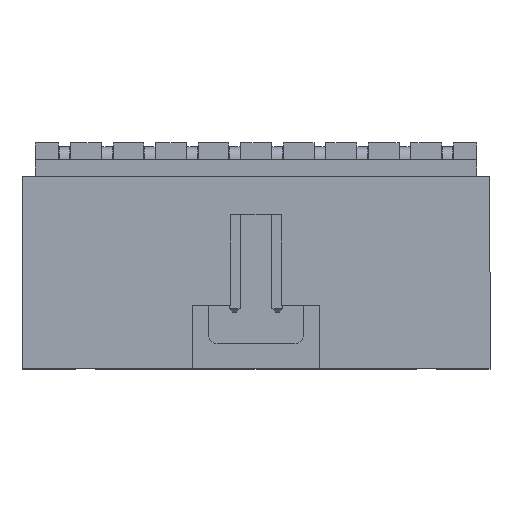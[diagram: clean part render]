
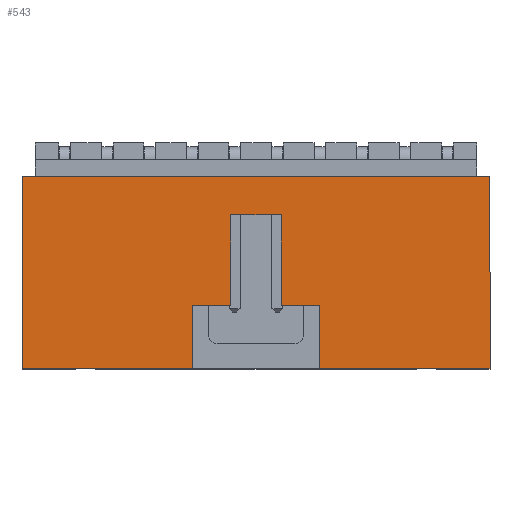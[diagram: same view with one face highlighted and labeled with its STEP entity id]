
A CAD part, top view. The second image highlights one B-rep face of the part: STEP entity #543.
In plain terms, the highlighted planar face has unit normal (0, 0, 1).
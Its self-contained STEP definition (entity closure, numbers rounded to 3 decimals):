
#140 = EDGE_CURVE ( 'NONE', #3802, #9810, #1567, .T. ) ;
#157 = CARTESIAN_POINT ( 'NONE',  ( 13.975, -1.45, 5.3 ) ) ;
#185 = LINE ( 'NONE', #9155, #4617 ) ;
#328 = VERTEX_POINT ( 'NONE', #11479 ) ;
#386 = CARTESIAN_POINT ( 'NONE',  ( 2.815, -9.15, 5.3 ) ) ;
#543 = ADVANCED_FACE ( 'NONE', ( #8732 ), #11516, .F. ) ;
#571 = DIRECTION ( 'NONE',  ( 1., 0., 0. ) ) ;
#639 = EDGE_CURVE ( 'NONE', #7931, #1740, #6654, .T. ) ;
#675 = LINE ( 'NONE', #9321, #10190 ) ;
#692 = EDGE_CURVE ( 'NONE', #4202, #12021, #1263, .T. ) ;
#806 = ORIENTED_EDGE ( 'NONE', *, *, #5592, .T. ) ;
#1133 = VERTEX_POINT ( 'NONE', #10848 ) ;
#1210 = VECTOR ( 'NONE', #11508, 1000. ) ;
#1263 = LINE ( 'NONE', #2616, #9814 ) ;
#1309 = ORIENTED_EDGE ( 'NONE', *, *, #12955, .T. ) ;
#1520 = CARTESIAN_POINT ( 'NONE',  ( 13.975, -12.95, 5.3 ) ) ;
#1525 = DIRECTION ( 'NONE',  ( 1., 0., 0. ) ) ;
#1567 = LINE ( 'NONE', #6365, #6632 ) ;
#1645 = LINE ( 'NONE', #12537, #2269 ) ;
#1701 = LINE ( 'NONE', #4554, #10417 ) ;
#1740 = VERTEX_POINT ( 'NONE', #9510 ) ;
#1748 = VECTOR ( 'NONE', #11565, 1000. ) ;
#2269 = VECTOR ( 'NONE', #1525, 1000. ) ;
#2307 = DIRECTION ( 'NONE',  ( 1., 0., 0. ) ) ;
#2354 = VECTOR ( 'NONE', #8576, 1000. ) ;
#2569 = EDGE_CURVE ( 'NONE', #1133, #9810, #675, .T. ) ;
#2616 = CARTESIAN_POINT ( 'NONE',  ( 3.815, -9.15, 5.3 ) ) ;
#2830 = ORIENTED_EDGE ( 'NONE', *, *, #2569, .T. ) ;
#3016 = VECTOR ( 'NONE', #10420, 1000. ) ;
#3154 = VECTOR ( 'NONE', #10648, 1000. ) ;
#3324 = DIRECTION ( 'NONE',  ( -1., 0., 0. ) ) ;
#3327 = CARTESIAN_POINT ( 'NONE',  ( 3.815, -9.15, 5.3 ) ) ;
#3465 = ORIENTED_EDGE ( 'NONE', *, *, #12208, .T. ) ;
#3636 = ORIENTED_EDGE ( 'NONE', *, *, #8521, .T. ) ;
#3650 = DIRECTION ( 'NONE',  ( 1., 0., 0. ) ) ;
#3802 = VERTEX_POINT ( 'NONE', #7544 ) ;
#3907 = ORIENTED_EDGE ( 'NONE', *, *, #639, .T. ) ;
#4038 = CARTESIAN_POINT ( 'NONE',  ( -1.5, -3.75, 5.3 ) ) ;
#4202 = VERTEX_POINT ( 'NONE', #9103 ) ;
#4316 = LINE ( 'NONE', #3327, #3016 ) ;
#4406 = DIRECTION ( 'NONE',  ( 0., 0., -1. ) ) ;
#4550 = VERTEX_POINT ( 'NONE', #8861 ) ;
#4554 = CARTESIAN_POINT ( 'NONE',  ( 13.975, -12.95, 5.3 ) ) ;
#4586 = VERTEX_POINT ( 'NONE', #5623 ) ;
#4589 = CARTESIAN_POINT ( 'NONE',  ( -3.815, -12.95, 5.3 ) ) ;
#4617 = VECTOR ( 'NONE', #8121, 1000. ) ;
#5089 = CARTESIAN_POINT ( 'NONE',  ( -3.815, -9.15, 5.3 ) ) ;
#5266 = CARTESIAN_POINT ( 'NONE',  ( 1.5, -3.75, 5.3 ) ) ;
#5592 = EDGE_CURVE ( 'NONE', #4586, #7217, #1701, .T. ) ;
#5623 = CARTESIAN_POINT ( 'NONE',  ( -13.975, -12.95, 5.3 ) ) ;
#5855 = LINE ( 'NONE', #5089, #6504 ) ;
#6190 = ORIENTED_EDGE ( 'NONE', *, *, #692, .T. ) ;
#6204 = VERTEX_POINT ( 'NONE', #5266 ) ;
#6348 = LINE ( 'NONE', #13073, #1748 ) ;
#6365 = CARTESIAN_POINT ( 'NONE',  ( 2.815, -9.15, 5.3 ) ) ;
#6398 = EDGE_CURVE ( 'NONE', #328, #4586, #9611, .T. ) ;
#6476 = EDGE_LOOP ( 'NONE', ( #2830, #10767, #10152, #9021, #3465, #10257, #6190, #8242, #3907, #1309, #3636, #8393, #806, #7564 ) ) ;
#6504 = VECTOR ( 'NONE', #8076, 1000. ) ;
#6545 = LINE ( 'NONE', #11918, #8607 ) ;
#6632 = VECTOR ( 'NONE', #7189, 1000. ) ;
#6654 = LINE ( 'NONE', #1520, #3154 ) ;
#7189 = DIRECTION ( 'NONE',  ( -1., 0., 0. ) ) ;
#7217 = VERTEX_POINT ( 'NONE', #4589 ) ;
#7350 = CARTESIAN_POINT ( 'NONE',  ( 0., 0., 5.3 ) ) ;
#7466 = LINE ( 'NONE', #386, #10960 ) ;
#7544 = CARTESIAN_POINT ( 'NONE',  ( -1.5, -9.15, 5.3 ) ) ;
#7564 = ORIENTED_EDGE ( 'NONE', *, *, #8458, .F. ) ;
#7608 = VERTEX_POINT ( 'NONE', #157 ) ;
#7677 = EDGE_CURVE ( 'NONE', #8875, #3802, #185, .T. ) ;
#7931 = VERTEX_POINT ( 'NONE', #11414 ) ;
#8076 = DIRECTION ( 'NONE',  ( 0., -1., 0. ) ) ;
#8121 = DIRECTION ( 'NONE',  ( 0., -1., 0. ) ) ;
#8242 = ORIENTED_EDGE ( 'NONE', *, *, #10920, .T. ) ;
#8393 = ORIENTED_EDGE ( 'NONE', *, *, #6398, .T. ) ;
#8458 = EDGE_CURVE ( 'NONE', #1133, #7217, #5855, .T. ) ;
#8521 = EDGE_CURVE ( 'NONE', #7608, #328, #6348, .T. ) ;
#8576 = DIRECTION ( 'NONE',  ( 0., 1., 0. ) ) ;
#8607 = VECTOR ( 'NONE', #10018, 1000. ) ;
#8732 = FACE_OUTER_BOUND ( 'NONE', #6476, .T. ) ;
#8739 = CARTESIAN_POINT ( 'NONE',  ( 3.815, -9.15, 5.3 ) ) ;
#8861 = CARTESIAN_POINT ( 'NONE',  ( 1.5, -9.15, 5.3 ) ) ;
#8875 = VERTEX_POINT ( 'NONE', #4038 ) ;
#9021 = ORIENTED_EDGE ( 'NONE', *, *, #10008, .T. ) ;
#9103 = CARTESIAN_POINT ( 'NONE',  ( 2.815, -9.15, 5.3 ) ) ;
#9155 = CARTESIAN_POINT ( 'NONE',  ( -1.5, 24.996, 5.3 ) ) ;
#9203 = CARTESIAN_POINT ( 'NONE',  ( -2.815, -9.15, 5.3 ) ) ;
#9321 = CARTESIAN_POINT ( 'NONE',  ( -2.815, -9.15, 5.3 ) ) ;
#9510 = CARTESIAN_POINT ( 'NONE',  ( 13.975, -12.95, 5.3 ) ) ;
#9611 = LINE ( 'NONE', #12431, #1210 ) ;
#9810 = VERTEX_POINT ( 'NONE', #9203 ) ;
#9814 = VECTOR ( 'NONE', #3650, 1000. ) ;
#10008 = EDGE_CURVE ( 'NONE', #8875, #6204, #1645, .T. ) ;
#10018 = DIRECTION ( 'NONE',  ( 0., -1., 0. ) ) ;
#10152 = ORIENTED_EDGE ( 'NONE', *, *, #7677, .F. ) ;
#10190 = VECTOR ( 'NONE', #2307, 1000. ) ;
#10257 = ORIENTED_EDGE ( 'NONE', *, *, #12479, .F. ) ;
#10417 = VECTOR ( 'NONE', #571, 1000. ) ;
#10420 = DIRECTION ( 'NONE',  ( 0., -1., 0. ) ) ;
#10523 = DIRECTION ( 'NONE',  ( -1., 0., 0. ) ) ;
#10648 = DIRECTION ( 'NONE',  ( 1., 0., 0. ) ) ;
#10767 = ORIENTED_EDGE ( 'NONE', *, *, #140, .F. ) ;
#10848 = CARTESIAN_POINT ( 'NONE',  ( -3.815, -9.15, 5.3 ) ) ;
#10920 = EDGE_CURVE ( 'NONE', #12021, #7931, #4316, .T. ) ;
#10939 = LINE ( 'NONE', #11480, #2354 ) ;
#10960 = VECTOR ( 'NONE', #10523, 1000. ) ;
#11414 = CARTESIAN_POINT ( 'NONE',  ( 3.815, -12.95, 5.3 ) ) ;
#11479 = CARTESIAN_POINT ( 'NONE',  ( -13.975, -1.45, 5.3 ) ) ;
#11480 = CARTESIAN_POINT ( 'NONE',  ( 13.975, -1.45, 5.3 ) ) ;
#11508 = DIRECTION ( 'NONE',  ( 0., -1., 0. ) ) ;
#11516 = PLANE ( 'NONE',  #11645 ) ;
#11565 = DIRECTION ( 'NONE',  ( -1., 0., 0. ) ) ;
#11645 = AXIS2_PLACEMENT_3D ( 'NONE', #7350, #4406, #3324 ) ;
#11918 = CARTESIAN_POINT ( 'NONE',  ( 1.5, 24.996, 5.3 ) ) ;
#12021 = VERTEX_POINT ( 'NONE', #8739 ) ;
#12208 = EDGE_CURVE ( 'NONE', #6204, #4550, #6545, .T. ) ;
#12431 = CARTESIAN_POINT ( 'NONE',  ( -13.975, -12.95, 5.3 ) ) ;
#12479 = EDGE_CURVE ( 'NONE', #4202, #4550, #7466, .T. ) ;
#12537 = CARTESIAN_POINT ( 'NONE',  ( 1.5, -3.75, 5.3 ) ) ;
#12955 = EDGE_CURVE ( 'NONE', #1740, #7608, #10939, .T. ) ;
#13073 = CARTESIAN_POINT ( 'NONE',  ( -13.975, -1.45, 5.3 ) ) ;
